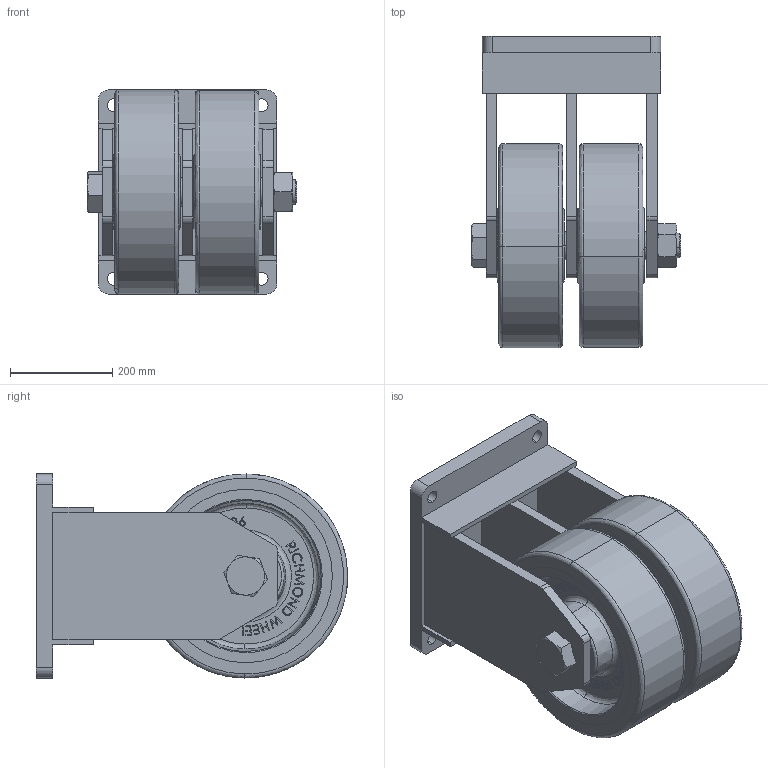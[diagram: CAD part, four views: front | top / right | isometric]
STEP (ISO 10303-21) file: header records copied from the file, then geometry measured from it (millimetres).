
FILE_DESCRIPTION (( 'STEP AP203' ), '1' );
FILE_NAME ('R1653.STEP', '2020-02-26T03:50:28', ( '' ), ( '' ), 'SwSTEP 2.0', 'SolidWorks 2013', '' );
FILE_SCHEMA (( 'CONFIG_CONTROL_DESIGN' ));
Length unit declared in the file: millimetre
Products named in the file (1): R1653
Bounding box: 410 x 609.99 x 400 mm (x, y, z)
Volume: 33474394.5 mm3; surface area: 2446010.8 mm2
Topology: 17 solids, 17 shells, 1454 faces, 4012 edges, 2642 vertices
Faces by surface type: plane 704, bspline 358, cylinder 308, cone 84
Entity records: 79239 total; most frequent: CARTESIAN_POINT 44471, ORIENTED_EDGE 8024, DIRECTION 6016, EDGE_CURVE 4012, VERTEX_POINT 2642, AXIS2_PLACEMENT_3D 2027, VECTOR 1962, LINE 1962
